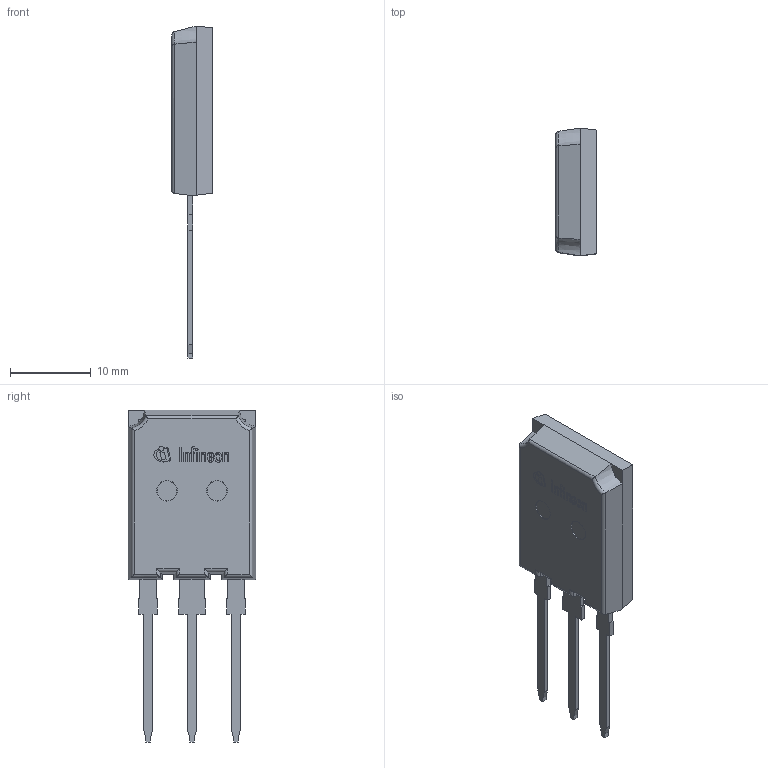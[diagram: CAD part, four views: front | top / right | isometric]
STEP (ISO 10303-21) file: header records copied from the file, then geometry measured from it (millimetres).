
FILE_DESCRIPTION(/* description */ (''),/* implementation_level */ '2;1');
FILE_NAME(/* name */ 'PG-TO247-3-46_Z8B00172017_V03_3D.stp',/* time_stamp */ '2019-06-21T15:10:41+06:00',/* author */ ('janartha'),/* organization */ (''),/* preprocessor_version */ 'ST-DEVELOPER v16.13',/* originating_system */ 'AutoCAD Mechanical',/* authorisation */ '');
FILE_SCHEMA (('AUTOMOTIVE_DESIGN { 1 0 10303 214 3 1 1 }'));
Length unit declared in the file: millimetre
Products named in the file (1): Product
Bounding box: 5.01 x 15.8 x 41.1 mm (x, y, z)
Volume: 1609.3 mm3; surface area: 1914.4 mm2
Topology: 17 solids, 17 shells, 236 faces, 581 edges, 378 vertices
Faces by surface type: plane 193, bspline 18, cylinder 17, torus 6, cone 2
Full cylindrical faces by diameter (mm): 0.289 x1, 0.58 x1, 2.5 x2
Entity records: 7114 total; most frequent: CARTESIAN_POINT 1658, ORIENTED_EDGE 1146, DIRECTION 1015, EDGE_CURVE 573, LINE 489, VECTOR 489, VERTEX_POINT 378, AXIS2_PLACEMENT_3D 263
